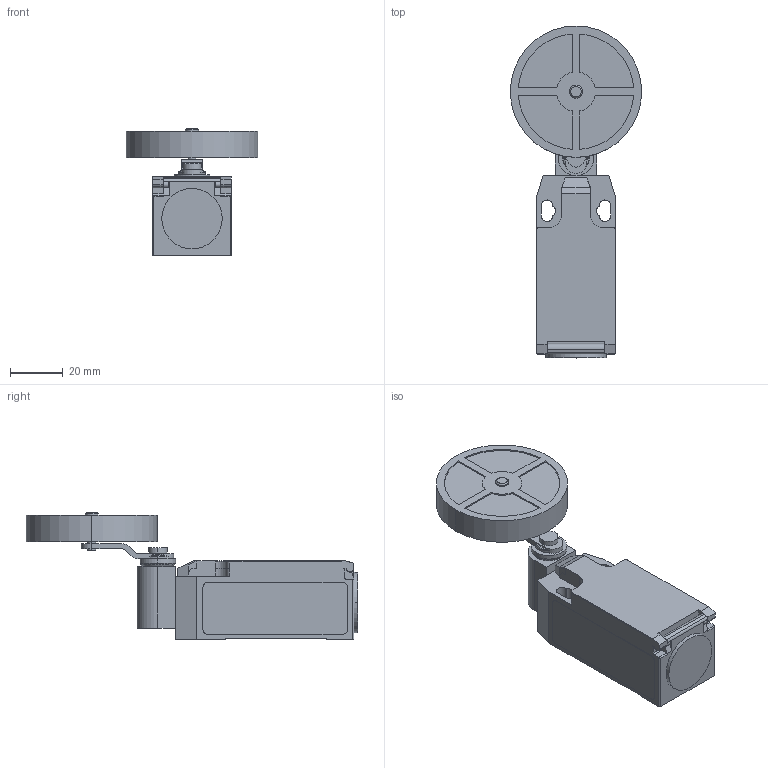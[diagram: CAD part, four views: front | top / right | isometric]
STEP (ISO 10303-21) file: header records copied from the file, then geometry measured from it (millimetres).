
FILE_DESCRIPTION((''),'2;1');
FILE_NAME('3d_KBE3L21.stp','2012-10-03T08:20:09',(''),(''),'Mechanical Desktop 2011','Mechanical Desktop 2011',', , ');
FILE_SCHEMA(('CONFIG_CONTROL_DESIGN'));
Length unit declared in the file: millimetre
Products named in the file (1): Product
Bounding box: 50 x 126.33 x 48.3 mm (x, y, z)
Volume: 81376.8 mm3; surface area: 19957.3 mm2
Topology: 7 solids, 7 shells, 201 faces, 554 edges, 387 vertices
Faces by surface type: plane 117, cylinder 71, cone 8, bspline 3, torus 2
Entity records: 6525 total; most frequent: CARTESIAN_POINT 1167, DIRECTION 1114, ORIENTED_EDGE 1082, EDGE_CURVE 541, VECTOR 392, LINE 392, VERTEX_POINT 362, AXIS2_PLACEMENT_3D 361
